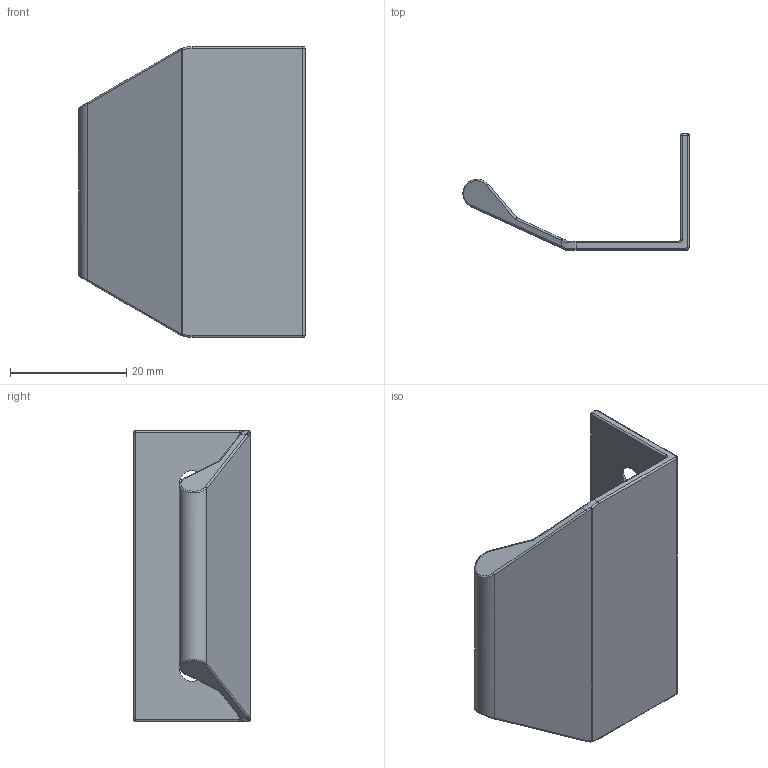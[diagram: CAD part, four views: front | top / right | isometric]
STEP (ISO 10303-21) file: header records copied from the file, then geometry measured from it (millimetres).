
FILE_DESCRIPTION(/* description */ (''),/* implementation_level */ '2;1');
FILE_NAME(/* name */ 'UA-TREX-CROSS-32-....stp',/* time_stamp */ '2023-07-13T14:46:46+02:00',/* author */ ('MarcinS'),/* organization */ (''),/* preprocessor_version */ 'ST-DEVELOPER v19.2',/* originating_system */ 'Autodesk Inventor 2023',/* authorisation */ '');
FILE_SCHEMA (('AUTOMOTIVE_DESIGN { 1 0 10303 214 3 1 1 }'));
Length unit declared in the file: millimetre
Products named in the file (1): 1-1
Bounding box: 38.9 x 20 x 50 mm (x, y, z)
Volume: 4769.5 mm3; surface area: 5867.5 mm2
Topology: 1 solids, 1 shells, 58 faces, 130 edges, 74 vertices
Faces by surface type: cylinder 24, plane 12, bspline 8, torus 6, sphere 6, cone 2
Entity records: 2743 total; most frequent: CARTESIAN_POINT 1418, DIRECTION 284, ORIENTED_EDGE 260, EDGE_CURVE 130, AXIS2_PLACEMENT_3D 116, VERTEX_POINT 74, EDGE_LOOP 62, FACE_OUTER_BOUND 58
